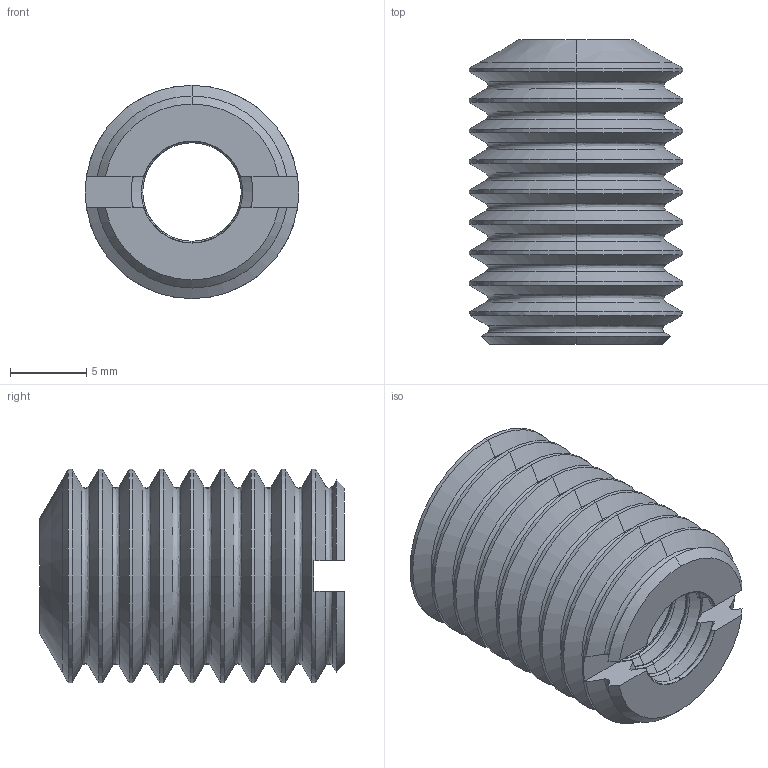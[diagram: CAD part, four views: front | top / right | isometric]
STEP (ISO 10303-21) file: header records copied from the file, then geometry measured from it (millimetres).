
FILE_DESCRIPTION (( 'STEP AP214' ), '1' );
FILE_NAME ('3.04.hrb.m8.STEP', '2025-06-14T18:50:56', ( '' ), ( '' ), 'SwSTEP 2.0', 'SolidWorks 2023', '' );
FILE_SCHEMA (( 'AUTOMOTIVE_DESIGN' ));
Length unit declared in the file: millimetre
Products named in the file (1): 3.04.hrb.m8
Bounding box: 14 x 20 x 14 mm (x, y, z)
Volume: 1640.9 mm3; surface area: 2171.3 mm2
Topology: 1 solids, 1 shells, 257 faces, 555 edges, 300 vertices
Faces by surface type: cone 115, torus 56, cylinder 51, bspline 25, plane 10
Entity records: 7260 total; most frequent: CARTESIAN_POINT 1632, DIRECTION 1326, ORIENTED_EDGE 1110, AXIS2_PLACEMENT_3D 578, EDGE_CURVE 555, CIRCLE 345, VERTEX_POINT 300, EDGE_LOOP 259
